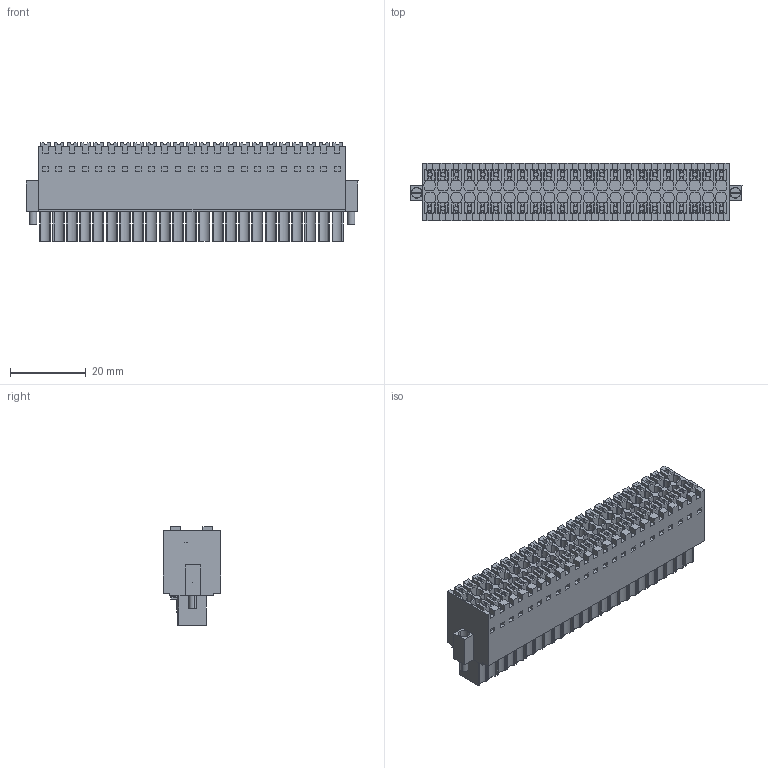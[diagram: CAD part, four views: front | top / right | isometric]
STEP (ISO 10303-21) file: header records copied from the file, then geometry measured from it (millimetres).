
FILE_DESCRIPTION(('CATIA V5 STEP Exchange','CAx-IF Rec.Pracs.--- Model Styling and Organization---1.4--- 2014-01-23'),'2;1');
FILE_NAME ('D1489330_0_2558550000_2558550000.stp','2022-08-08T11:52:23+00:00',('none'),('Weidmueller'),'CATIA Version 5-6 Release 2016 SP3 HF44','CATIA V5 STEP AP214','none');
FILE_SCHEMA(('AUTOMOTIVE_DESIGN { 1 0 10303 214 1 1 1 1 }'));
Products named in the file (1): 2558550000
Bounding box: 87.65 x 15.2 x 26.05 mm (x, y, z)
Volume: 23320 mm3; surface area: 16592 mm2
Topology: 49 solids, 49 shells, 2396 faces, 6675 edges, 4450 vertices
Faces by surface type: plane 2150, cylinder 246
Entity records: 71000 total; most frequent: CARTESIAN_POINT 14554, ORIENTED_EDGE 13350, DIRECTION 8792, EDGE_CURVE 6675, VECTOR 5715, LINE 5715, VERTEX_POINT 4450, EDGE_LOOP 2565
